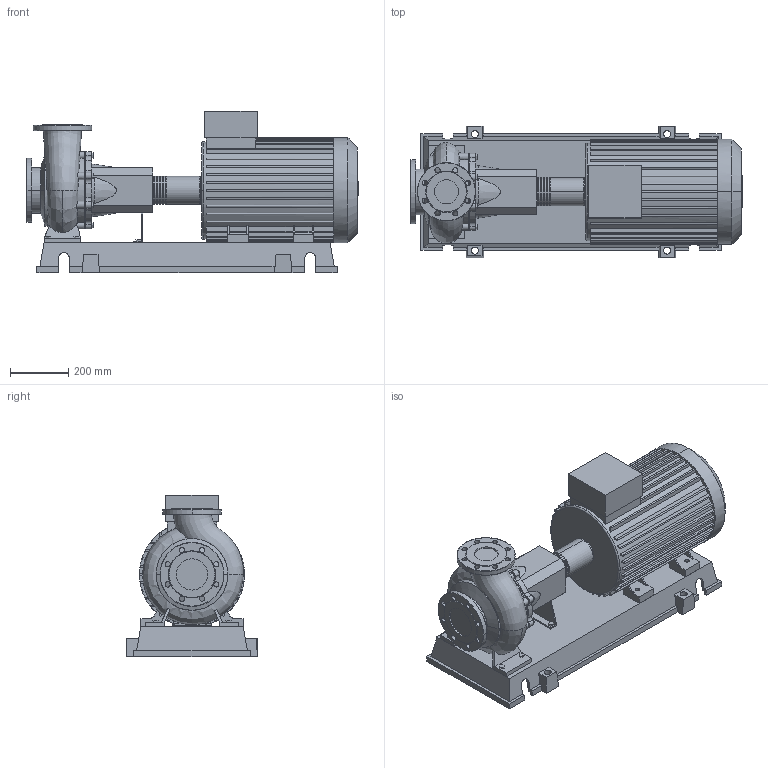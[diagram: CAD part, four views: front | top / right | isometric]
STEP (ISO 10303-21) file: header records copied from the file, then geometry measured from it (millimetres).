
FILE_DESCRIPTION((''),'2;1');
FILE_NAME('3d_NL80_160-22-2-05-4109238.stp','2015-03-03T07:50:17',(''),(''),'Mechanical Desktop 2009','Mechanical Desktop 2009',', , ');
FILE_SCHEMA(('CONFIG_CONTROL_DESIGN'));
Length unit declared in the file: millimetre
Products named in the file (1): Product
Bounding box: 1139 x 450 x 555 mm (x, y, z)
Volume: 80801777 mm3; surface area: 3538807.9 mm2
Topology: 11 solids, 11 shells, 837 faces, 2264 edges, 1491 vertices
Faces by surface type: plane 429, cylinder 229, bspline 151, cone 14, torus 14
Entity records: 30395 total; most frequent: CARTESIAN_POINT 9104, ORIENTED_EDGE 4530, DIRECTION 4277, EDGE_CURVE 2265, VERTEX_POINT 1488, AXIS2_PLACEMENT_3D 1431, VECTOR 1415, LINE 1415
